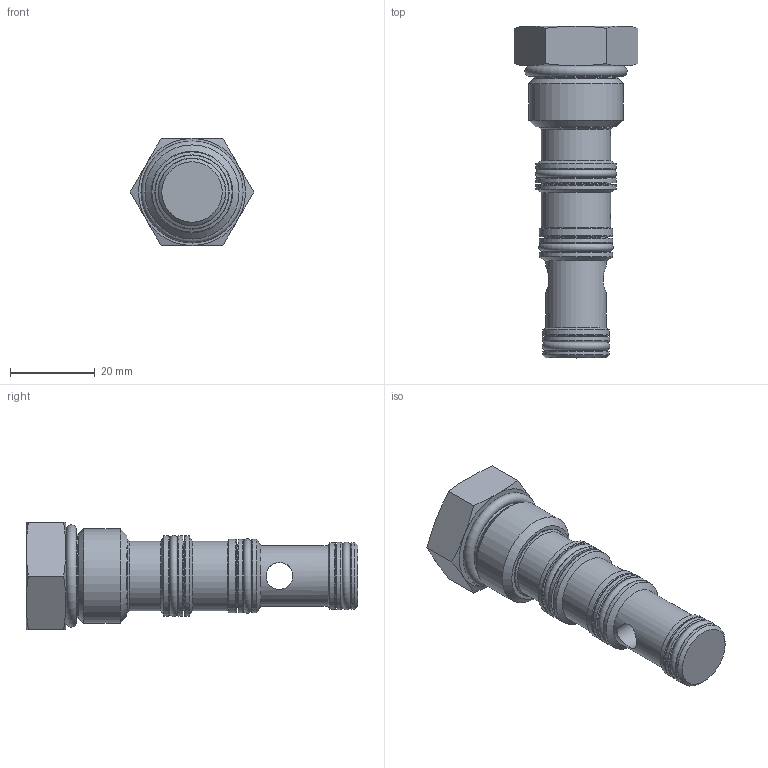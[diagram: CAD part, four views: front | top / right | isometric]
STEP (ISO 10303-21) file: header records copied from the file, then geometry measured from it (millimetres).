
FILE_DESCRIPTION((''),'2;1');
FILE_NAME('dpcv-100-p-n-15_10153-96_RA.stp','2012-06-14T10:11:06',('mmartin'),(''),'Autodesk Inventor 2010','Autodesk Inventor 2010','');
FILE_SCHEMA(('AUTOMOTIVE_DESIGN { 1 0 10303 214 1 1 1 1 }'));
Length unit declared in the file: inch
Products named in the file (1): 10153-96_Shrinkwrap_1
Bounding box: 29.18 x 78.33 x 25.27 mm (x, y, z)
Volume: 21260.5 mm3; surface area: 7863.1 mm2
Topology: 5 solids, 5 shells, 104 faces, 219 edges, 125 vertices
Faces by surface type: cylinder 31, cone 27, torus 16, bspline 15, plane 15
Full cylindrical faces by diameter (mm): 1.588 x3, 6.35 x1, 13.056 x2, 13.157 x1, 14.275 x1, 14.63 x2, 14.732 x1, 15.799 x2, 15.875 x1, 16.231 x2, 16.332 x1, 16.358 x2, 17.374 x3, 17.463 x1, 18.974 x2, 19.05 x1, 19.634 x2, 22.225 x1
Entity records: 3205 total; most frequent: CARTESIAN_POINT 1317, DIRECTION 358, ORIENTED_EDGE 256, EDGE_LOOP 186, AXIS2_PLACEMENT_3D 176, EDGE_CURVE 128, VERTEX_POINT 108, STYLED_ITEM 107
